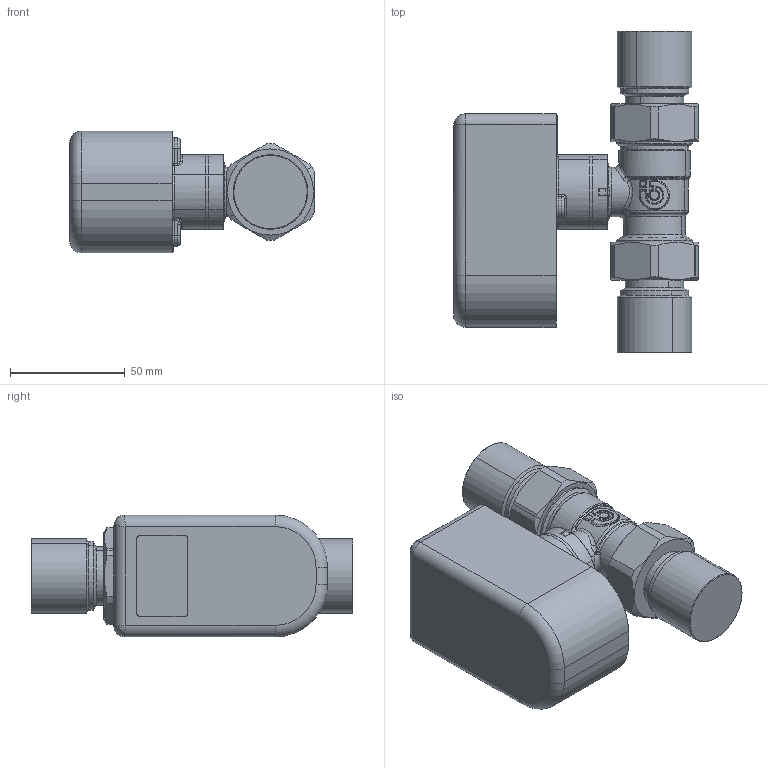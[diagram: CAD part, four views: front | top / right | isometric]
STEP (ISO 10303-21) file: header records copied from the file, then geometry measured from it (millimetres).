
FILE_DESCRIPTION(('CATIA V5 STEP Exchange'),'2;1');
FILE_NAME('STEP_644269A_-_TST.stp','2019-07-15T13:44:36+00:00',('none'),('none'),'CATIA Version 5-6 Release 2016 SP4','CATIA V5 STEP AP203','none');
FILE_SCHEMA(('CONFIG_CONTROL_DESIGN'));
Length unit declared in the file: millimetre
Products named in the file (1): 644269A - TST
Bounding box: 106.3 x 140 x 52.9 mm (x, y, z)
Volume: 372684 mm3; surface area: 52623.9 mm2
Topology: 2 solids, 4 shells, 753 faces, 1871 edges, 1093 vertices
Faces by surface type: cylinder 208, plane 199, bspline 191, cone 66, sphere 44, torus 39, extrusion 6
Entity records: 33050 total; most frequent: CARTESIAN_POINT 18129, ORIENTED_EDGE 3646, DIRECTION 1979, EDGE_CURVE 1823, VERTEX_POINT 1093, AXIS2_PLACEMENT_3D 903, EDGE_LOOP 786, ADVANCED_FACE 753
